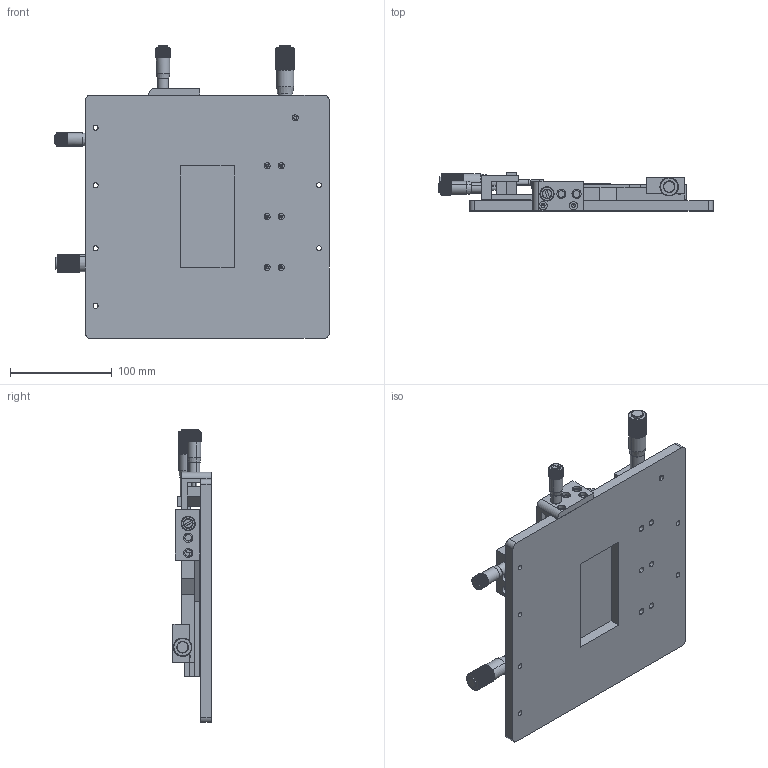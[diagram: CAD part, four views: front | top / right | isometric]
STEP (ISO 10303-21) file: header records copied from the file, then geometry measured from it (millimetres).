
FILE_DESCRIPTION (( 'STEP AP203' ), '1' );
FILE_NAME ('XY Manual Sample stage (XY-MF-25).STEP', '2026-02-04T08:44:11', ( '' ), ( '' ), 'SwSTEP 2.0', 'SolidWorks 2020', '' );
FILE_SCHEMA (( 'CONFIG_CONTROL_DESIGN' ));
Length unit declared in the file: millimetre
Products named in the file (12): XY Manual Sample stage (XY-MF-25); XY-MF-25_Part 15; XY-MF-25_Part 2; XY-MF-25_Part 1; XY-MF-25_Part 7; XY-MF-25_Part 4; 15mm micrometer_Copy.step; XY-MF-25_Part 5; XY-MF-25_Part 3; 25mm travel micrometer_Copy; XY-MF-25_Part 9; XY-MF-25_Part 6
Assembly tree (14 placements, depth 2):
  XY Manual Sample stage (XY-MF-25)
    XY-MF-25_Part 1
    XY-MF-25_Part 3
    XY-MF-25_Part 4
    XY-MF-25_Part 5
    XY-MF-25_Part 6
    XY-MF-25_Part 9
    XY-MF-25_Part 2
    XY-MF-25_Part 7  x2
    XY-MF-25_Part 15
    25mm travel micrometer_Copy  x2
    15mm micrometer_Copy.step  x2
Bounding box: 269.63 x 37.5 x 287.75 mm (x, y, z)
Volume: 942593.3 mm3; surface area: 273103.8 mm2
Topology: 14 solids, 14 shells, 1680 faces, 4255 edges, 2640 vertices
Faces by surface type: plane 795, cylinder 570, cone 307, sphere 8
Entity records: 33367 total; most frequent: CARTESIAN_POINT 7203, ORIENTED_EDGE 5220, DIRECTION 5075, EDGE_CURVE 2610, AXIS2_PLACEMENT_3D 1987, VERTEX_POINT 1653, EDGE_LOOP 1219, LINE 1101
